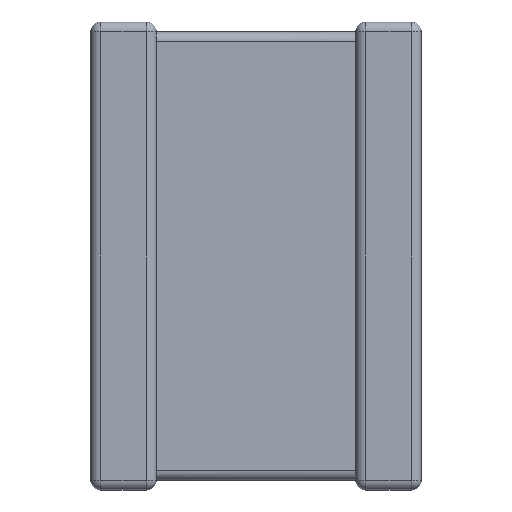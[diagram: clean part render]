
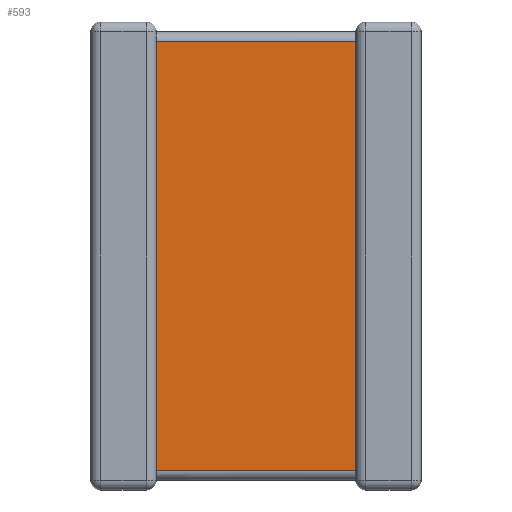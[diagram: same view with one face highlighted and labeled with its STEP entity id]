
A CAD part, front view. The second image highlights one B-rep face of the part: STEP entity #593.
In plain terms, the highlighted planar face has unit normal (0, -1, 0).
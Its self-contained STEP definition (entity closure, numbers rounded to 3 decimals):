
#63 = DIRECTION ( 'NONE',  ( 0., 0., 1. ) ) ;
#266 = EDGE_CURVE ( 'NONE', #1702, #3380, #1773, .T. ) ;
#348 = CARTESIAN_POINT ( 'NONE',  ( 3.85, 0.141, -0.283 ) ) ;
#593 = ADVANCED_FACE ( 'NONE', ( #3456 ), #1018, .T. ) ;
#737 = EDGE_LOOP ( 'NONE', ( #3198, #4121, #3699, #3068 ) ) ;
#755 = LINE ( 'NONE', #3638, #2630 ) ;
#965 = VECTOR ( 'NONE', #3721, 1000. ) ;
#1018 = PLANE ( 'NONE',  #1220 ) ;
#1220 = AXIS2_PLACEMENT_3D ( 'NONE', #3564, #1369, #4628 ) ;
#1300 = DIRECTION ( 'NONE',  ( -1., 0., 0. ) ) ;
#1369 = DIRECTION ( 'NONE',  ( 0., -1., 0. ) ) ;
#1582 = CARTESIAN_POINT ( 'NONE',  ( 0.95, 0.141, -0.283 ) ) ;
#1702 = VERTEX_POINT ( 'NONE', #2927 ) ;
#1773 = LINE ( 'NONE', #2297, #3709 ) ;
#1916 = LINE ( 'NONE', #4438, #965 ) ;
#2237 = LINE ( 'NONE', #4203, #3060 ) ;
#2297 = CARTESIAN_POINT ( 'NONE',  ( 3.85, 0.141, -6.8 ) ) ;
#2480 = EDGE_CURVE ( 'NONE', #3380, #2784, #2237, .T. ) ;
#2630 = VECTOR ( 'NONE', #63, 1000. ) ;
#2784 = VERTEX_POINT ( 'NONE', #1582 ) ;
#2846 = VERTEX_POINT ( 'NONE', #4501 ) ;
#2927 = CARTESIAN_POINT ( 'NONE',  ( 3.85, 0.141, -6.517 ) ) ;
#3042 = DIRECTION ( 'NONE',  ( 0., 0., 1. ) ) ;
#3060 = VECTOR ( 'NONE', #1300, 1000. ) ;
#3068 = ORIENTED_EDGE ( 'NONE', *, *, #2480, .T. ) ;
#3198 = ORIENTED_EDGE ( 'NONE', *, *, #3279, .F. ) ;
#3279 = EDGE_CURVE ( 'NONE', #2846, #2784, #755, .T. ) ;
#3380 = VERTEX_POINT ( 'NONE', #348 ) ;
#3456 = FACE_OUTER_BOUND ( 'NONE', #737, .T. ) ;
#3564 = CARTESIAN_POINT ( 'NONE',  ( 0.95, 0.141, -6.8 ) ) ;
#3638 = CARTESIAN_POINT ( 'NONE',  ( 0.95, 0.141, -6.8 ) ) ;
#3699 = ORIENTED_EDGE ( 'NONE', *, *, #266, .T. ) ;
#3709 = VECTOR ( 'NONE', #3042, 1000. ) ;
#3721 = DIRECTION ( 'NONE',  ( 1., 0., 0. ) ) ;
#4121 = ORIENTED_EDGE ( 'NONE', *, *, #4283, .T. ) ;
#4203 = CARTESIAN_POINT ( 'NONE',  ( 0.95, 0.141, -0.283 ) ) ;
#4283 = EDGE_CURVE ( 'NONE', #2846, #1702, #1916, .T. ) ;
#4438 = CARTESIAN_POINT ( 'NONE',  ( 3.85, 0.141, -6.517 ) ) ;
#4501 = CARTESIAN_POINT ( 'NONE',  ( 0.95, 0.141, -6.517 ) ) ;
#4628 = DIRECTION ( 'NONE',  ( 1., 0., 0. ) ) ;
